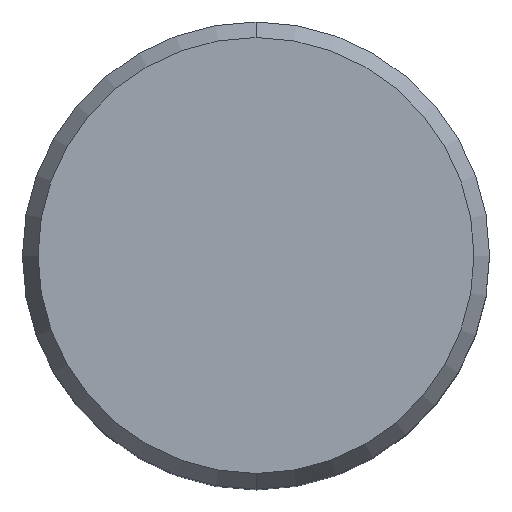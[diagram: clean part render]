
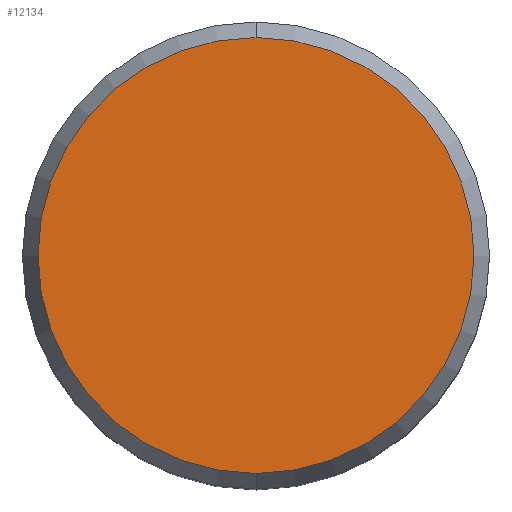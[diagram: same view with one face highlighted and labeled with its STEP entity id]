
A CAD part, top view. The second image highlights one B-rep face of the part: STEP entity #12134.
In plain terms, the highlighted planar face has unit normal (0, 0, 1).
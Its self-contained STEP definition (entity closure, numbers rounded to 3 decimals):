
#4083=CARTESIAN_POINT('',(0.,0.,40.));
#4084=DIRECTION('',(0.,0.,1.));
#4085=DIRECTION('',(0.,1.,0.));
#4086=AXIS2_PLACEMENT_3D('',#4083,#4084,#4085);
#4088=CARTESIAN_POINT('',(0.,0.,40.));
#4089=DIRECTION('',(0.,0.,1.));
#4090=DIRECTION('',(0.,-1.,0.));
#4091=AXIS2_PLACEMENT_3D('',#4088,#4089,#4090);
#4278=CARTESIAN_POINT('',(0.,8.4,40.));
#4279=CARTESIAN_POINT('',(0.,-8.4,40.));
#4280=VERTEX_POINT('',#4278);
#4281=VERTEX_POINT('',#4279);
#12124=CARTESIAN_POINT('',(0.,0.,40.));
#12125=DIRECTION('',(0.,0.,1.));
#12126=DIRECTION('',(1.,0.,0.));
#12127=AXIS2_PLACEMENT_3D('',#12124,#12125,#12126);
#12128=PLANE('',#12127);
#12129=ORIENTED_EDGE('',*,*,#12101,.F.);
#12131=ORIENTED_EDGE('',*,*,#12130,.F.);
#12132=EDGE_LOOP('',(#12129,#12131));
#12133=FACE_OUTER_BOUND('',#12132,.F.);
#12134=ADVANCED_FACE('',(#12133),#12128,.T.);
#4087=CIRCLE('',#4086,8.4);
#4092=CIRCLE('',#4091,8.4);
#12101=EDGE_CURVE('',#4280,#4281,#4087,.T.);
#12130=EDGE_CURVE('',#4281,#4280,#4092,.T.);
